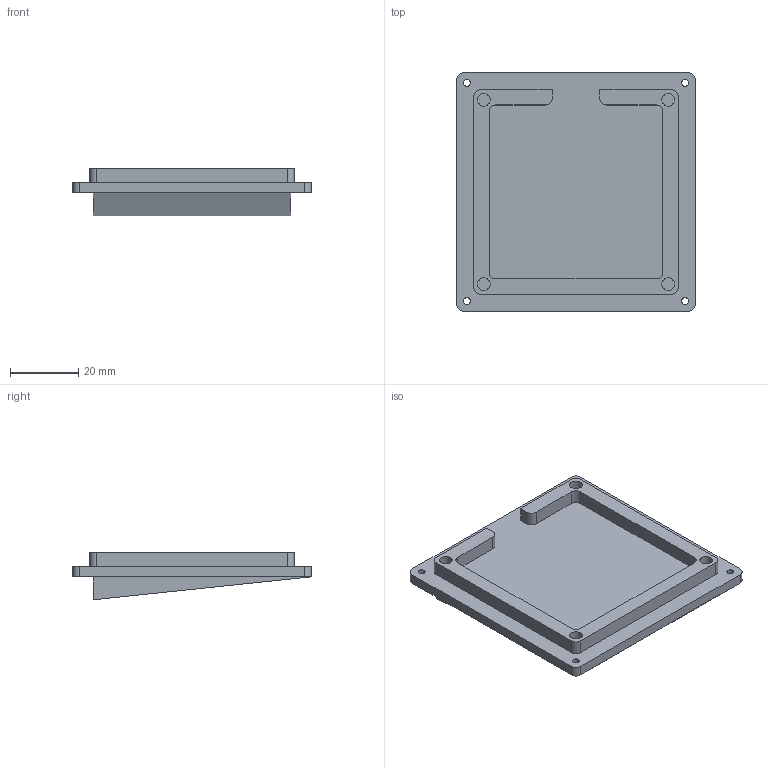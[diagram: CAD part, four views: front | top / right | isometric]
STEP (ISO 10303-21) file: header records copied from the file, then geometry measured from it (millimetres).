
FILE_DESCRIPTION(('FreeCAD Model'),'2;1');
FILE_NAME('Open CASCADE Shape Model','2024-01-21T23:04:46',('Author'),( ''),'Open CASCADE STEP processor 7.6','FreeCAD','Unknown');
FILE_SCHEMA(('AUTOMOTIVE_DESIGN { 1 0 10303 214 1 1 1 1 }'));
Length unit declared in the file: millimetre
Products named in the file (1): bottom
Bounding box: 70 x 70 x 13.93 mm (x, y, z)
Volume: 30880.1 mm3; surface area: 22665 mm2
Topology: 3 solids, 3 shells, 47 faces, 123 edges, 82 vertices
Faces by surface type: plane 25, cylinder 22
Full cylindrical faces by diameter (mm): 2 x4, 3.7 x4
Entity records: 1529 total; most frequent: DIRECTION 263, CARTESIAN_POINT 253, ORIENTED_EDGE 246, EDGE_CURVE 123, AXIS2_PLACEMENT_3D 92, VERTEX_POINT 82, LINE 79, VECTOR 79
